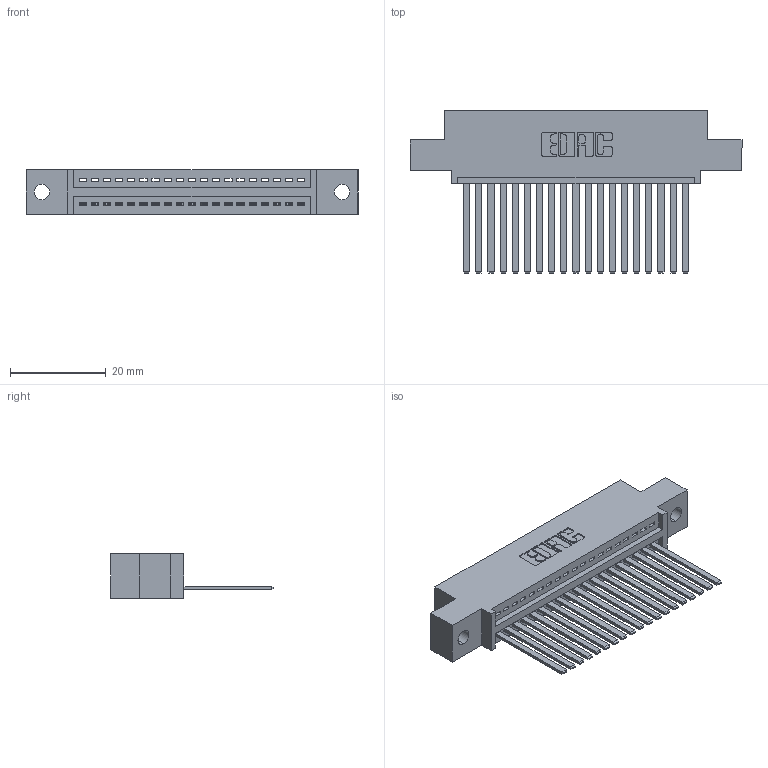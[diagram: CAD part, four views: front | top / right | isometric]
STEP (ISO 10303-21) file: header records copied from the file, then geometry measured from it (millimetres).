
FILE_DESCRIPTION (( 'STEP AP203' ), '1' );
FILE_NAME ('395-019-544-402.STEP', '2018-11-07T13:56:44', ( '' ), ( '' ), 'SwSTEP 2.0', 'SolidWorks 2016', '' );
FILE_SCHEMA (( 'CONFIG_CONTROL_DESIGN' ));
Length unit declared in the file: inch
Products named in the file (3): 345 Part_0.110 Offset - 0.128 Dia; 395-019-544-402; 345-292-001_345-293-144
Assembly tree (20 placements, depth 2):
  395-019-544-402
    345 Part_0.110 Offset - 0.128 Dia
    345-292-001_345-293-144  x19
Bounding box: 69.47 x 33.96 x 9.4 mm (x, y, z)
Volume: 6519.8 mm3; surface area: 8822.6 mm2
Topology: 20 solids, 20 shells, 1118 faces, 3355 edges, 2210 vertices
Faces by surface type: plane 768, cylinder 350
Entity records: 17347 total; most frequent: CARTESIAN_POINT 3013, ORIENTED_EDGE 2966, DIRECTION 2661, EDGE_CURVE 1483, VECTOR 1279, LINE 1279, VERTEX_POINT 986, AXIS2_PLACEMENT_3D 691
